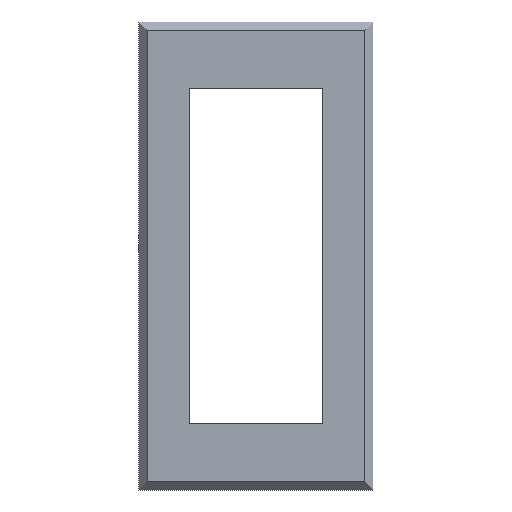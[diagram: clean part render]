
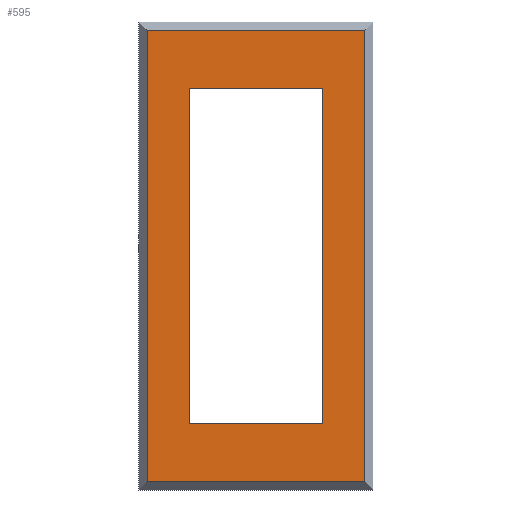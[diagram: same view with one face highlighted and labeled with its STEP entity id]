
A CAD part, front view. The second image highlights one B-rep face of the part: STEP entity #595.
In plain terms, the highlighted planar face has unit normal (0, -1, 0).
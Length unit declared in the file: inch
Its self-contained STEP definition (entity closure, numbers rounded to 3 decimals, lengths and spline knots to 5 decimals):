
#16=FACE_BOUND('',#119,.T.);
#79=FACE_OUTER_BOUND('',#118,.T.);
#118=EDGE_LOOP('',(#516,#517,#518,#519));
#119=EDGE_LOOP('',(#520,#521,#522,#523));
#149=LINE('',#909,#213);
#153=LINE('',#917,#217);
#156=LINE('',#923,#220);
#159=LINE('',#928,#223);
#171=LINE('',#979,#235);
#175=LINE('',#987,#239);
#178=LINE('',#993,#242);
#182=LINE('',#999,#246);
#213=VECTOR('',#727,0.3937);
#217=VECTOR('',#733,0.3937);
#220=VECTOR('',#738,0.3937);
#223=VECTOR('',#743,0.3937);
#235=VECTOR('',#813,0.3937);
#239=VECTOR('',#819,0.3937);
#242=VECTOR('',#824,0.3937);
#246=VECTOR('',#830,0.3937);
#271=VERTEX_POINT('',#907);
#272=VERTEX_POINT('',#908);
#275=VERTEX_POINT('',#916);
#277=VERTEX_POINT('',#922);
#287=VERTEX_POINT('',#977);
#288=VERTEX_POINT('',#978);
#291=VERTEX_POINT('',#986);
#293=VERTEX_POINT('',#992);
#324=EDGE_CURVE('',#271,#272,#149,.T.);
#328=EDGE_CURVE('',#272,#275,#153,.T.);
#331=EDGE_CURVE('',#275,#277,#156,.T.);
#334=EDGE_CURVE('',#277,#271,#159,.T.);
#359=EDGE_CURVE('',#287,#288,#171,.T.);
#363=EDGE_CURVE('',#288,#291,#175,.T.);
#366=EDGE_CURVE('',#291,#293,#178,.T.);
#370=EDGE_CURVE('',#293,#287,#182,.T.);
#516=ORIENTED_EDGE('',*,*,#359,.F.);
#517=ORIENTED_EDGE('',*,*,#370,.F.);
#518=ORIENTED_EDGE('',*,*,#366,.F.);
#519=ORIENTED_EDGE('',*,*,#363,.F.);
#520=ORIENTED_EDGE('',*,*,#331,.T.);
#521=ORIENTED_EDGE('',*,*,#334,.T.);
#522=ORIENTED_EDGE('',*,*,#324,.T.);
#523=ORIENTED_EDGE('',*,*,#328,.T.);
#557=PLANE('',#669);
#595=ADVANCED_FACE('',(#79,#16),#557,.T.);
#669=AXIS2_PLACEMENT_3D('',#1005,#838,#839);
#727=DIRECTION('',(0.,0.,1.));
#733=DIRECTION('',(1.,0.,0.));
#738=DIRECTION('',(0.,0.,-1.));
#743=DIRECTION('',(-1.,0.,0.));
#813=DIRECTION('',(-1.,0.,0.));
#819=DIRECTION('',(0.,0.,1.));
#824=DIRECTION('',(1.,0.,0.));
#830=DIRECTION('',(0.,0.,-1.));
#838=DIRECTION('center_axis',(0.,-1.,0.));
#839=DIRECTION('ref_axis',(0.,0.,-1.));
#907=CARTESIAN_POINT('',(-1.,-0.125,-2.5));
#908=CARTESIAN_POINT('',(-1.,-0.125,2.5));
#909=CARTESIAN_POINT('',(-1.,-0.125,1.25));
#916=CARTESIAN_POINT('',(1.,-0.125,2.5));
#917=CARTESIAN_POINT('',(0.5,-0.125,2.5));
#922=CARTESIAN_POINT('',(1.,-0.125,-2.5));
#923=CARTESIAN_POINT('',(1.,-0.125,-1.25));
#928=CARTESIAN_POINT('',(-0.5,-0.125,-2.5));
#977=CARTESIAN_POINT('',(1.625,-0.125,-3.375));
#978=CARTESIAN_POINT('',(-1.625,-0.125,-3.375));
#979=CARTESIAN_POINT('',(0.875,-0.125,-3.375));
#986=CARTESIAN_POINT('',(-1.625,-0.125,3.375));
#987=CARTESIAN_POINT('',(-1.625,-0.125,-1.75));
#992=CARTESIAN_POINT('',(1.625,-0.125,3.375));
#993=CARTESIAN_POINT('',(-0.875,-0.125,3.375));
#999=CARTESIAN_POINT('',(1.625,-0.125,1.75));
#1005=CARTESIAN_POINT('Origin',(0.,-0.125,0.));
